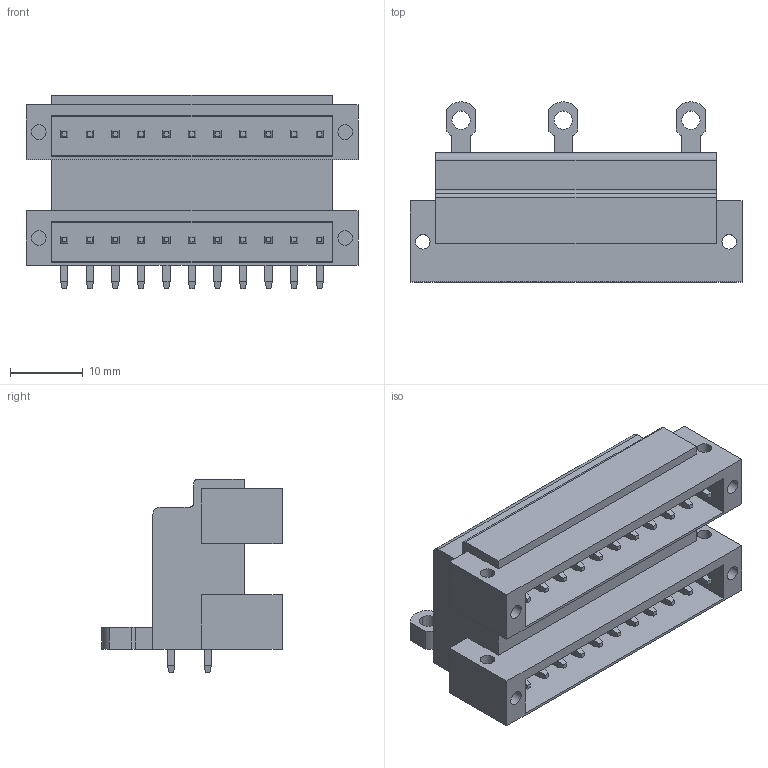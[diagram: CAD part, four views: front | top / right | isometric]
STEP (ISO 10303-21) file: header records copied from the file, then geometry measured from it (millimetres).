
FILE_DESCRIPTION(('CATIA V5 STEP Exchange','CAx-IF Rec.Pracs.--- Model Styling and Organization---1.2---2011-12-15'),'2;1');
FILE_NAME ('D1453972_0_1633900000_1633900000.stp','2018-11-10T05:32:27+00:00',('none'),('Weidmueller'),'CATIA Version 5-6 Release 2014','CATIA V5 STEP AP214','none');
FILE_SCHEMA(('AUTOMOTIVE_DESIGN { 1 0 10303 214 1 1 1 1 }'));
Length unit declared in the file: millimetre
Products named in the file (1): 1633900000
Bounding box: 45.5 x 24.7 x 26.5 mm (x, y, z)
Volume: 11367.9 mm3; surface area: 10260.6 mm2
Topology: 23 solids, 23 shells, 572 faces, 1384 edges, 864 vertices
Faces by surface type: plane 535, cylinder 37
Entity records: 14414 total; most frequent: ORIENTED_EDGE 2768, CARTESIAN_POINT 2644, DIRECTION 1646, EDGE_CURVE 1384, VECTOR 1134, LINE 1134, VERTEX_POINT 864, EDGE_LOOP 636
